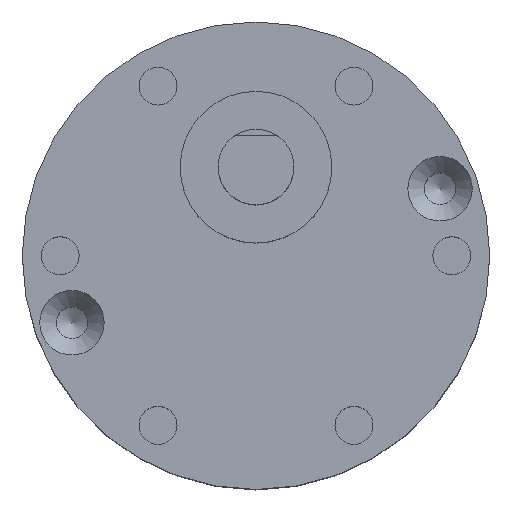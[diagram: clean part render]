
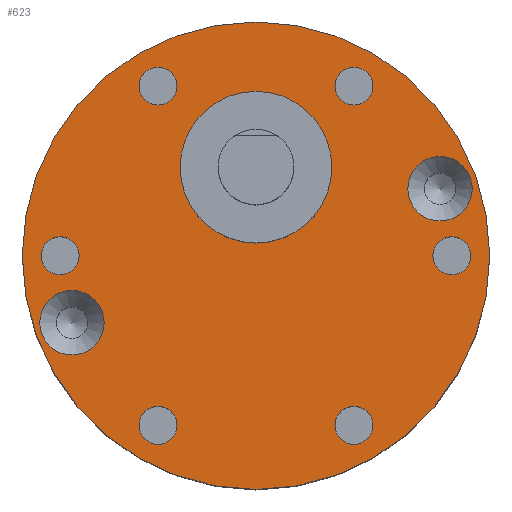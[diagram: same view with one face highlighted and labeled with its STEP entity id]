
A CAD part, top view. The second image highlights one B-rep face of the part: STEP entity #623.
In plain terms, the highlighted planar face has unit normal (0, 0, 1).
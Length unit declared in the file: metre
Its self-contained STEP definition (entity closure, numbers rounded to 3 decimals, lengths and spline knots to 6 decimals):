
#171=ORIENTED_EDGE('',*,*,#268,.T.);
#172=ORIENTED_EDGE('',*,*,#269,.T.);
#173=ORIENTED_EDGE('',*,*,#270,.F.);
#174=ORIENTED_EDGE('',*,*,#271,.F.);
#175=ORIENTED_EDGE('',*,*,#272,.F.);
#176=ORIENTED_EDGE('',*,*,#273,.F.);
#177=ORIENTED_EDGE('',*,*,#274,.F.);
#178=ORIENTED_EDGE('',*,*,#275,.F.);
#179=ORIENTED_EDGE('',*,*,#276,.F.);
#180=ORIENTED_EDGE('',*,*,#267,.T.);
#267=EDGE_CURVE('',#321,#321,#371,.T.);
#268=EDGE_CURVE('',#322,#322,#372,.F.);
#269=EDGE_CURVE('',#323,#323,#373,.F.);
#270=EDGE_CURVE('',#324,#324,#374,.T.);
#271=EDGE_CURVE('',#325,#325,#375,.T.);
#272=EDGE_CURVE('',#326,#326,#376,.T.);
#273=EDGE_CURVE('',#327,#327,#377,.T.);
#274=EDGE_CURVE('',#328,#328,#378,.T.);
#275=EDGE_CURVE('',#329,#329,#379,.T.);
#276=EDGE_CURVE('',#330,#330,#380,.T.);
#321=VERTEX_POINT('',#1128);
#322=VERTEX_POINT('',#1131);
#323=VERTEX_POINT('',#1133);
#324=VERTEX_POINT('',#1135);
#325=VERTEX_POINT('',#1137);
#326=VERTEX_POINT('',#1139);
#327=VERTEX_POINT('',#1141);
#328=VERTEX_POINT('',#1143);
#329=VERTEX_POINT('',#1145);
#330=VERTEX_POINT('',#1147);
#371=CIRCLE('',#746,0.0185);
#372=CIRCLE('',#748,0.00255);
#373=CIRCLE('',#749,0.00255);
#374=CIRCLE('',#750,0.006);
#375=CIRCLE('',#751,0.0015);
#376=CIRCLE('',#752,0.0015);
#377=CIRCLE('',#753,0.0015);
#378=CIRCLE('',#754,0.0015);
#379=CIRCLE('',#755,0.0015);
#380=CIRCLE('',#756,0.0015);
#431=EDGE_LOOP('',(#171));
#432=EDGE_LOOP('',(#172));
#433=EDGE_LOOP('',(#173));
#434=EDGE_LOOP('',(#174));
#435=EDGE_LOOP('',(#175));
#436=EDGE_LOOP('',(#176));
#437=EDGE_LOOP('',(#177));
#438=EDGE_LOOP('',(#178));
#439=EDGE_LOOP('',(#179));
#440=EDGE_LOOP('',(#180));
#519=FACE_BOUND('',#431,.T.);
#520=FACE_BOUND('',#432,.T.);
#521=FACE_BOUND('',#433,.T.);
#522=FACE_BOUND('',#434,.T.);
#523=FACE_BOUND('',#435,.T.);
#524=FACE_BOUND('',#436,.T.);
#525=FACE_BOUND('',#437,.T.);
#526=FACE_BOUND('',#438,.T.);
#527=FACE_BOUND('',#439,.T.);
#528=FACE_BOUND('',#440,.T.);
#587=PLANE('',#747);
#623=ADVANCED_FACE('',(#519,#520,#521,#522,#523,#524,#525,#526,#527,#528),
#587,.T.);
#746=AXIS2_PLACEMENT_3D('',#1127,#919,#920);
#747=AXIS2_PLACEMENT_3D('',#1129,#921,#922);
#748=AXIS2_PLACEMENT_3D('',#1130,#923,#924);
#749=AXIS2_PLACEMENT_3D('',#1132,#925,#926);
#750=AXIS2_PLACEMENT_3D('',#1134,#927,#928);
#751=AXIS2_PLACEMENT_3D('',#1136,#929,#930);
#752=AXIS2_PLACEMENT_3D('',#1138,#931,#932);
#753=AXIS2_PLACEMENT_3D('',#1140,#933,#934);
#754=AXIS2_PLACEMENT_3D('',#1142,#935,#936);
#755=AXIS2_PLACEMENT_3D('',#1144,#937,#938);
#756=AXIS2_PLACEMENT_3D('',#1146,#939,#940);
#919=DIRECTION('',(0.,0.,1.));
#920=DIRECTION('',(0.866,0.5,0.));
#921=DIRECTION('',(0.,0.,1.));
#922=DIRECTION('',(0.866,0.5,0.));
#923=DIRECTION('',(0.,0.,1.));
#924=DIRECTION('',(1.,0.,0.));
#925=DIRECTION('',(0.,0.,1.));
#926=DIRECTION('',(1.,0.,0.));
#927=DIRECTION('',(0.,0.,1.));
#928=DIRECTION('',(1.,0.,0.));
#929=DIRECTION('',(0.,0.,1.));
#930=DIRECTION('',(0.866,0.5,0.));
#931=DIRECTION('',(0.,0.,1.));
#932=DIRECTION('',(0.866,-0.5,0.));
#933=DIRECTION('',(0.,0.,1.));
#934=DIRECTION('',(0.,-1.,0.));
#935=DIRECTION('',(0.,0.,1.));
#936=DIRECTION('',(-0.866,-0.5,0.));
#937=DIRECTION('',(0.,0.,1.));
#938=DIRECTION('',(-0.866,0.5,0.));
#939=DIRECTION('',(0.,0.,1.));
#940=DIRECTION('',(0.,1.,0.));
#1127=CARTESIAN_POINT('',(0.,0.,0.));
#1128=CARTESIAN_POINT('',(0.016021,0.00925,0.));
#1129=CARTESIAN_POINT('',(0.,0.,0.));
#1130=CARTESIAN_POINT('',(0.014565,0.005301,0.));
#1131=CARTESIAN_POINT('',(0.017115,0.005301,0.));
#1132=CARTESIAN_POINT('',(-0.014565,-0.005301,0.));
#1133=CARTESIAN_POINT('',(-0.012015,-0.005301,0.));
#1134=CARTESIAN_POINT('',(0.,0.007,0.));
#1135=CARTESIAN_POINT('',(0.006,0.007,0.));
#1136=CARTESIAN_POINT('',(-0.00775,0.013423,0.));
#1137=CARTESIAN_POINT('',(-0.006451,0.014173,0.));
#1138=CARTESIAN_POINT('',(0.00775,0.013423,0.));
#1139=CARTESIAN_POINT('',(0.009049,0.012673,0.));
#1140=CARTESIAN_POINT('',(0.0155,0.,0.));
#1141=CARTESIAN_POINT('',(0.0155,-0.0015,0.));
#1142=CARTESIAN_POINT('',(0.00775,-0.013423,0.));
#1143=CARTESIAN_POINT('',(0.006451,-0.014173,0.));
#1144=CARTESIAN_POINT('',(-0.00775,-0.013423,0.));
#1145=CARTESIAN_POINT('',(-0.009049,-0.012673,0.));
#1146=CARTESIAN_POINT('',(-0.0155,0.,0.));
#1147=CARTESIAN_POINT('',(-0.0155,0.0015,0.));
